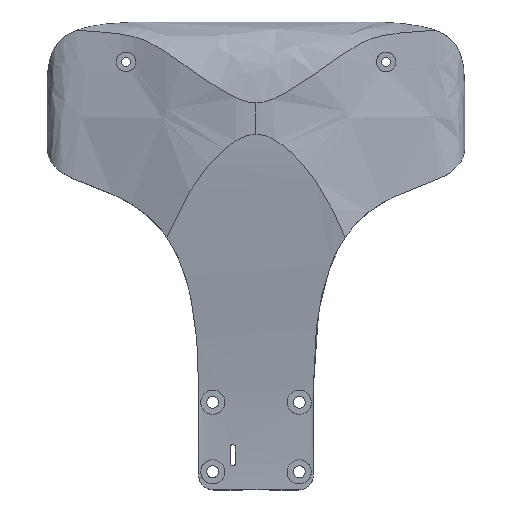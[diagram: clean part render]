
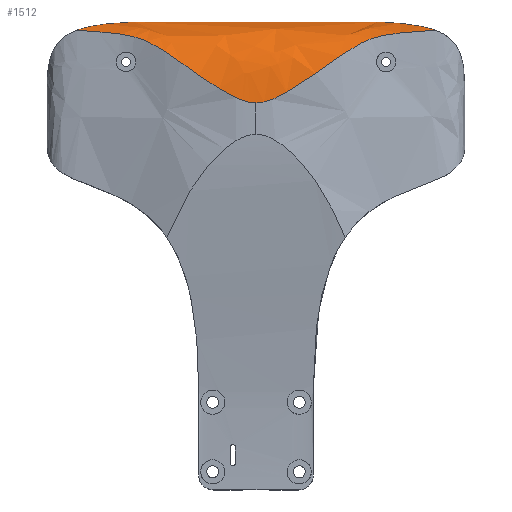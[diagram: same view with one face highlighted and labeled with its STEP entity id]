
A CAD part, top view. The second image highlights one B-rep face of the part: STEP entity #1512.
In plain terms, the highlighted free-form (B-spline) face has degree [5, 1] with [15, 2] control points.
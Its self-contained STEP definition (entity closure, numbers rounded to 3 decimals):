
#21=(
BOUNDED_SURFACE()
B_SPLINE_SURFACE(5,1,((#5200,#5201),(#5202,#5203),(#5204,#5205),(#5206,
#5207),(#5208,#5209),(#5210,#5211),(#5212,#5213),(#5214,#5215),(#5216,#5217),
(#5218,#5219),(#5220,#5221),(#5222,#5223),(#5224,#5225),(#5226,#5227),(#5228,
#5229)),.UNSPECIFIED.,.F.,.F.,.F.)
B_SPLINE_SURFACE_WITH_KNOTS((6,1,1,1,1,1,1,1,1,1,6),(2,2),(-1.,-0.9,-0.8,
-0.7,-0.6,-0.5,-0.4,-0.3,-0.2,-0.1,0.),(-18.,11.),.UNSPECIFIED.)
GEOMETRIC_REPRESENTATION_ITEM()
RATIONAL_B_SPLINE_SURFACE(((1.,1.),(1.,1.),(1.,1.),(1.,1.),(1.,1.),(1.,
1.),(1.,1.),(1.,1.),(1.,1.),(1.,1.),(1.,1.),(1.,1.),(1.,1.),(1.,1.),(1.,
1.)))
REPRESENTATION_ITEM('')
SURFACE()
);
#358=FACE_OUTER_BOUND('',#446,.T.);
#446=EDGE_LOOP('',(#1423,#1424,#1425,#1426,#1427));
#548=B_SPLINE_CURVE_WITH_KNOTS('',3,(#3958,#3959,#3960,#3961),
 .UNSPECIFIED.,.F.,.F.,(4,4),(2.941,10.96),
 .UNSPECIFIED.);
#576=B_SPLINE_CURVE_WITH_KNOTS('',3,(#5092,#5093,#5094,#5095,#5096,#5097,
#5098,#5099,#5100,#5101,#5102,#5103,#5104,#5105,#5106,#5107,#5108,#5109),
 .UNSPECIFIED.,.F.,.F.,(4,2,2,2,2,2,2,2,4),(1.394,2.268,
2.768,3.644,4.513,5.013,5.303,
5.46,5.627),.UNSPECIFIED.);
#577=B_SPLINE_CURVE_WITH_KNOTS('',3,(#5142,#5143,#5144,#5145,#5146,#5147,
#5148,#5149,#5150,#5151,#5152,#5153,#5154,#5155,#5156,#5157),
 .UNSPECIFIED.,.F.,.F.,(4,2,2,2,2,2,2,4),(0.,0.375,0.806,
1.35,2.206,3.594,4.567,5.283),
 .UNSPECIFIED.);
#579=B_SPLINE_CURVE_WITH_KNOTS('',3,(#5194,#5195,#5196,#5197,#5198,#5199),
 .UNSPECIFIED.,.F.,.F.,(4,2,4),(2.418,3.081,3.881),
 .UNSPECIFIED.);
#580=B_SPLINE_CURVE_WITH_KNOTS('',3,(#5230,#5231,#5232,#5233,#5234,#5235),
 .UNSPECIFIED.,.F.,.F.,(4,2,4),(0.,1.227,2.262),
 .UNSPECIFIED.);
#686=VERTEX_POINT('',#3868);
#687=VERTEX_POINT('',#3957);
#738=VERTEX_POINT('',#5074);
#739=VERTEX_POINT('',#5091);
#740=VERTEX_POINT('',#5141);
#876=EDGE_CURVE('',#687,#686,#548,.T.);
#965=EDGE_CURVE('',#738,#739,#576,.T.);
#967=EDGE_CURVE('',#739,#740,#577,.T.);
#969=EDGE_CURVE('',#738,#687,#579,.T.);
#970=EDGE_CURVE('',#686,#740,#580,.T.);
#1423=ORIENTED_EDGE('',*,*,#965,.F.);
#1424=ORIENTED_EDGE('',*,*,#969,.T.);
#1425=ORIENTED_EDGE('',*,*,#876,.T.);
#1426=ORIENTED_EDGE('',*,*,#970,.T.);
#1427=ORIENTED_EDGE('',*,*,#967,.F.);
#1512=ADVANCED_FACE('',(#358),#21,.T.);
#3868=CARTESIAN_POINT('',(-2.093,32.218,4.));
#3957=CARTESIAN_POINT('',(78.093,32.218,4.));
#3958=CARTESIAN_POINT('Ctrl Pts',(78.093,32.218,4.));
#3959=CARTESIAN_POINT('Ctrl Pts',(51.364,32.218,4.));
#3960=CARTESIAN_POINT('Ctrl Pts',(24.636,32.218,4.));
#3961=CARTESIAN_POINT('Ctrl Pts',(-2.093,32.218,4.));
#5074=CARTESIAN_POINT('',(97.283,29.489,12.094));
#5091=CARTESIAN_POINT('',(38.,5.467,23.067));
#5092=CARTESIAN_POINT('Ctrl Pts',(97.283,29.489,12.094));
#5093=CARTESIAN_POINT('Ctrl Pts',(93.797,29.178,12.621));
#5094=CARTESIAN_POINT('Ctrl Pts',(89.667,29.006,12.895));
#5095=CARTESIAN_POINT('Ctrl Pts',(83.272,28.327,13.836));
#5096=CARTESIAN_POINT('Ctrl Pts',(80.974,27.996,14.283));
#5097=CARTESIAN_POINT('Ctrl Pts',(74.838,26.474,16.003));
#5098=CARTESIAN_POINT('Ctrl Pts',(71.986,25.018,17.372));
#5099=CARTESIAN_POINT('Ctrl Pts',(65.597,20.862,19.879));
#5100=CARTESIAN_POINT('Ctrl Pts',(62.18,18.244,20.98));
#5101=CARTESIAN_POINT('Ctrl Pts',(54.746,13.057,22.228));
#5102=CARTESIAN_POINT('Ctrl Pts',(51.931,11.17,22.525));
#5103=CARTESIAN_POINT('Ctrl Pts',(47.589,8.598,22.83));
#5104=CARTESIAN_POINT('Ctrl Pts',(45.809,7.62,22.919));
#5105=CARTESIAN_POINT('Ctrl Pts',(43.156,6.484,23.004));
#5106=CARTESIAN_POINT('Ctrl Pts',(42.182,6.129,23.027));
#5107=CARTESIAN_POINT('Ctrl Pts',(40.137,5.611,23.059));
#5108=CARTESIAN_POINT('Ctrl Pts',(39.093,5.467,23.067));
#5109=CARTESIAN_POINT('Ctrl Pts',(38.,5.467,23.067));
#5141=CARTESIAN_POINT('',(-21.283,29.489,12.094));
#5142=CARTESIAN_POINT('Ctrl Pts',(38.,5.467,23.067));
#5143=CARTESIAN_POINT('Ctrl Pts',(36.749,5.467,23.067));
#5144=CARTESIAN_POINT('Ctrl Pts',(35.507,5.654,23.057));
#5145=CARTESIAN_POINT('Ctrl Pts',(32.592,6.527,23.002));
#5146=CARTESIAN_POINT('Ctrl Pts',(30.94,7.265,22.952));
#5147=CARTESIAN_POINT('Ctrl Pts',(26.799,9.482,22.738));
#5148=CARTESIAN_POINT('Ctrl Pts',(24.398,10.998,22.55));
#5149=CARTESIAN_POINT('Ctrl Pts',(18.642,14.818,21.87));
#5150=CARTESIAN_POINT('Ctrl Pts',(15.252,17.285,21.25));
#5151=CARTESIAN_POINT('Ctrl Pts',(6.48,23.577,18.649));
#5152=CARTESIAN_POINT('Ctrl Pts',(3.061,25.859,16.642));
#5153=CARTESIAN_POINT('Ctrl Pts',(-5.488,28.207,14.078));
#5154=CARTESIAN_POINT('Ctrl Pts',(-9.174,28.586,13.492));
#5155=CARTESIAN_POINT('Ctrl Pts',(-15.974,29.111,12.714));
#5156=CARTESIAN_POINT('Ctrl Pts',(-18.788,29.266,12.471));
#5157=CARTESIAN_POINT('Ctrl Pts',(-21.283,29.489,12.094));
#5194=CARTESIAN_POINT('Ctrl Pts',(97.283,29.489,12.094));
#5195=CARTESIAN_POINT('Ctrl Pts',(95.356,30.22,10.855));
#5196=CARTESIAN_POINT('Ctrl Pts',(92.956,30.812,9.516));
#5197=CARTESIAN_POINT('Ctrl Pts',(86.13,31.801,6.504));
#5198=CARTESIAN_POINT('Ctrl Pts',(82.053,32.056,5.131));
#5199=CARTESIAN_POINT('Ctrl Pts',(78.093,32.218,4.));
#5200=CARTESIAN_POINT('Ctrl Pts',(-142.,32.5,0.));
#5201=CARTESIAN_POINT('Ctrl Pts',(148.,32.5,0.));
#5202=CARTESIAN_POINT('Ctrl Pts',(-142.,32.5,1.91));
#5203=CARTESIAN_POINT('Ctrl Pts',(148.,32.5,1.91));
#5204=CARTESIAN_POINT('Ctrl Pts',(-142.,32.183,5.739));
#5205=CARTESIAN_POINT('Ctrl Pts',(148.,32.183,5.739));
#5206=CARTESIAN_POINT('Ctrl Pts',(-142.,30.766,11.514));
#5207=CARTESIAN_POINT('Ctrl Pts',(148.,30.766,11.514));
#5208=CARTESIAN_POINT('Ctrl Pts',(-142.,26.119,18.585));
#5209=CARTESIAN_POINT('Ctrl Pts',(148.,26.119,18.585));
#5210=CARTESIAN_POINT('Ctrl Pts',(-142.,13.151,23.887));
#5211=CARTESIAN_POINT('Ctrl Pts',(148.,13.151,23.887));
#5212=CARTESIAN_POINT('Ctrl Pts',(-142.,-8.601,23.58));
#5213=CARTESIAN_POINT('Ctrl Pts',(148.,-8.601,23.58));
#5214=CARTESIAN_POINT('Ctrl Pts',(-142.,-33.032,20.202));
#5215=CARTESIAN_POINT('Ctrl Pts',(148.,-33.032,20.202));
#5216=CARTESIAN_POINT('Ctrl Pts',(-142.,-55.199,16.461));
#5217=CARTESIAN_POINT('Ctrl Pts',(148.,-55.199,16.461));
#5218=CARTESIAN_POINT('Ctrl Pts',(-142.,-74.252,13.312));
#5219=CARTESIAN_POINT('Ctrl Pts',(148.,-74.252,13.312));
#5220=CARTESIAN_POINT('Ctrl Pts',(-142.,-90.683,11.237));
#5221=CARTESIAN_POINT('Ctrl Pts',(148.,-90.683,11.237));
#5222=CARTESIAN_POINT('Ctrl Pts',(-142.,-103.032,10.368));
#5223=CARTESIAN_POINT('Ctrl Pts',(148.,-103.032,10.368));
#5224=CARTESIAN_POINT('Ctrl Pts',(-142.,-112.562,10.067));
#5225=CARTESIAN_POINT('Ctrl Pts',(148.,-112.562,10.067));
#5226=CARTESIAN_POINT('Ctrl Pts',(-142.,-119.149,10.));
#5227=CARTESIAN_POINT('Ctrl Pts',(148.,-119.149,10.));
#5228=CARTESIAN_POINT('Ctrl Pts',(-142.,-122.5,10.));
#5229=CARTESIAN_POINT('Ctrl Pts',(148.,-122.5,10.));
#5230=CARTESIAN_POINT('Ctrl Pts',(-2.093,32.218,4.));
#5231=CARTESIAN_POINT('Ctrl Pts',(-6.022,32.057,5.123));
#5232=CARTESIAN_POINT('Ctrl Pts',(-10.065,31.805,6.482));
#5233=CARTESIAN_POINT('Ctrl Pts',(-16.903,30.824,9.487));
#5234=CARTESIAN_POINT('Ctrl Pts',(-19.333,30.229,10.84));
#5235=CARTESIAN_POINT('Ctrl Pts',(-21.283,29.489,12.094));
